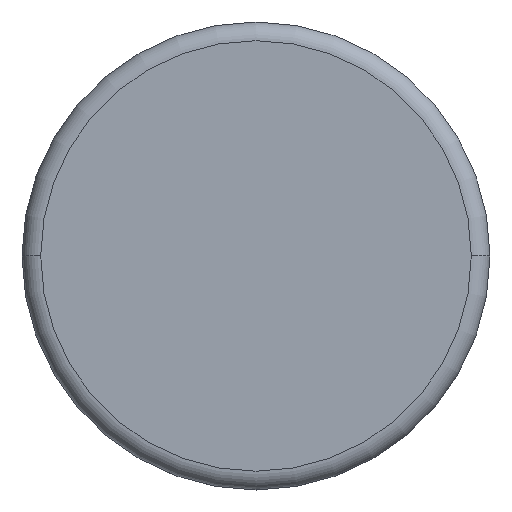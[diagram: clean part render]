
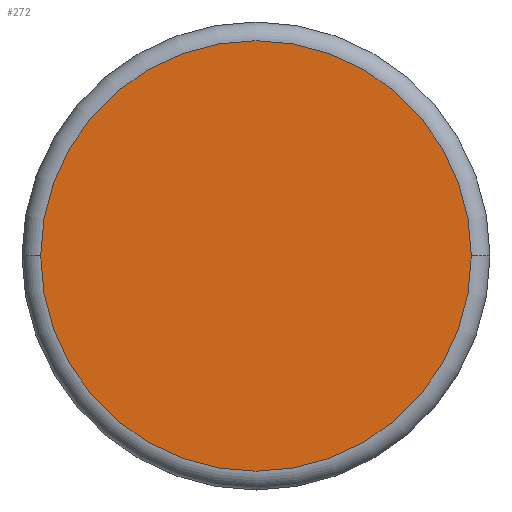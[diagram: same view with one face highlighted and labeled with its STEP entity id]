
A CAD part, top view. The second image highlights one B-rep face of the part: STEP entity #272.
In plain terms, the highlighted planar face has unit normal (0, 0, 1).
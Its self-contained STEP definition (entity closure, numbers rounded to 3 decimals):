
#171 = EDGE_LOOP ( 'NONE', ( #257, #243 ) ) ;
#177 = VERTEX_POINT ( 'NONE', #688 ) ;
#243 = ORIENTED_EDGE ( 'NONE', *, *, #303, .F. ) ;
#257 = ORIENTED_EDGE ( 'NONE', *, *, #313, .F. ) ;
#262 = VERTEX_POINT ( 'NONE', #1042 ) ;
#272 = ADVANCED_FACE ( 'NONE', ( #1047 ), #891, .F. ) ;
#303 = EDGE_CURVE ( 'NONE', #262, #177, #954, .T. ) ;
#313 = EDGE_CURVE ( 'NONE', #177, #262, #1147, .T. ) ;
#688 = CARTESIAN_POINT ( 'NONE',  ( -11.5, 0., 57. ) ) ;
#891 = PLANE ( 'NONE',  #1046 ) ;
#950 = DIRECTION ( 'NONE',  ( -1., 0., 0. ) ) ;
#951 = DIRECTION ( 'NONE',  ( 0., 0., -1. ) ) ;
#952 = CARTESIAN_POINT ( 'NONE',  ( 0., 0., 57. ) ) ;
#953 = AXIS2_PLACEMENT_3D ( 'NONE', #952, #951, #950 ) ;
#954 = CIRCLE ( 'NONE', #953, 11.5 ) ;
#978 = DIRECTION ( 'NONE',  ( -1., 0., 0. ) ) ;
#987 = DIRECTION ( 'NONE',  ( 0., 0., -1. ) ) ;
#988 = CARTESIAN_POINT ( 'NONE',  ( 0., 0., 57. ) ) ;
#1042 = CARTESIAN_POINT ( 'NONE',  ( 11.5, 0., 57. ) ) ;
#1046 = AXIS2_PLACEMENT_3D ( 'NONE', #988, #987, #978 ) ;
#1047 = FACE_OUTER_BOUND ( 'NONE', #171, .T. ) ;
#1110 = AXIS2_PLACEMENT_3D ( 'NONE', #1116, #1145, #1144 ) ;
#1116 = CARTESIAN_POINT ( 'NONE',  ( 0., 0., 57. ) ) ;
#1144 = DIRECTION ( 'NONE',  ( -1., 0., 0. ) ) ;
#1145 = DIRECTION ( 'NONE',  ( 0., 0., -1. ) ) ;
#1147 = CIRCLE ( 'NONE', #1110, 11.5 ) ;
